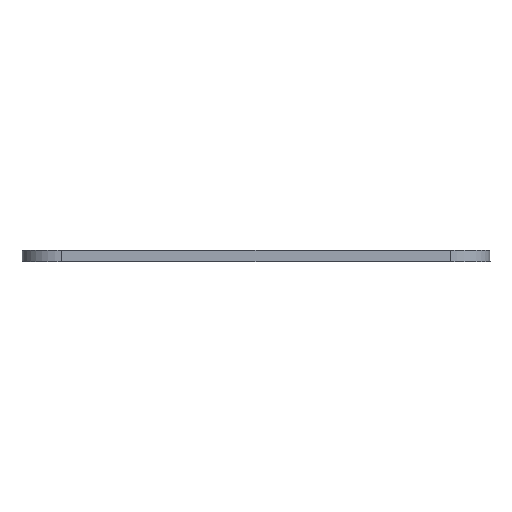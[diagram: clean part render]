
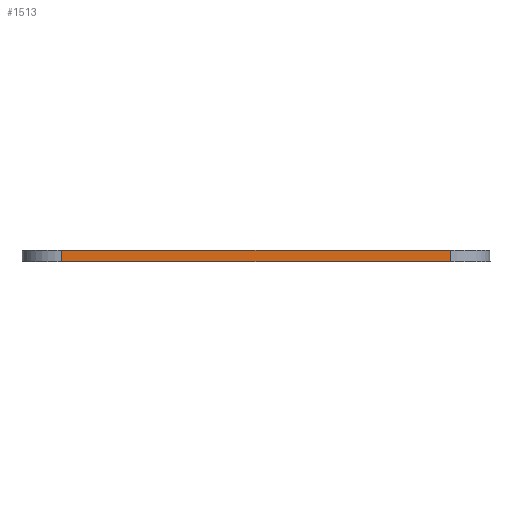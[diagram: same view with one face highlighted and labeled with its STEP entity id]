
A CAD part, left-side view. The second image highlights one B-rep face of the part: STEP entity #1513.
In plain terms, the highlighted planar face has unit normal (-1, 0, 0).
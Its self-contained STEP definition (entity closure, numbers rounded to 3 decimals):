
#69=PLANE('',#1645);
#107=FACE_OUTER_BOUND('',#198,.T.);
#198=EDGE_LOOP('',(#1117,#1118,#1119,#1120));
#282=LINE('',#2174,#422);
#286=LINE('',#2183,#426);
#323=LINE('',#2399,#463);
#324=LINE('',#2401,#464);
#422=VECTOR('',#1748,10.);
#426=VECTOR('',#1756,10.);
#463=VECTOR('',#1879,10.);
#464=VECTOR('',#1882,10.);
#633=VERTEX_POINT('',#2167);
#636=VERTEX_POINT('',#2172);
#639=VERTEX_POINT('',#2182);
#716=VERTEX_POINT('',#2397);
#788=EDGE_CURVE('',#636,#633,#282,.T.);
#792=EDGE_CURVE('',#633,#639,#286,.T.);
#875=EDGE_CURVE('',#639,#716,#323,.T.);
#876=EDGE_CURVE('',#636,#716,#324,.T.);
#1117=ORIENTED_EDGE('',*,*,#788,.F.);
#1118=ORIENTED_EDGE('',*,*,#876,.T.);
#1119=ORIENTED_EDGE('',*,*,#875,.F.);
#1120=ORIENTED_EDGE('',*,*,#792,.F.);
#1513=ADVANCED_FACE('',(#107),#69,.T.);
#1645=AXIS2_PLACEMENT_3D('',#2400,#1880,#1881);
#1748=DIRECTION('',(0.,0.,-1.));
#1756=DIRECTION('',(0.,1.,0.));
#1879=DIRECTION('',(0.,0.,1.));
#1880=DIRECTION('center_axis',(-1.,0.,0.));
#1881=DIRECTION('ref_axis',(0.,1.,0.));
#1882=DIRECTION('',(0.,1.,0.));
#2167=CARTESIAN_POINT('',(-163.909,-50.453,0.));
#2172=CARTESIAN_POINT('',(-163.909,-50.453,3.));
#2174=CARTESIAN_POINT('',(-163.909,-50.453,3.1));
#2182=CARTESIAN_POINT('',(-163.909,47.847,0.));
#2183=CARTESIAN_POINT('',(-163.909,-30.378,0.));
#2397=CARTESIAN_POINT('',(-163.909,47.847,3.));
#2399=CARTESIAN_POINT('',(-163.909,47.847,3.1));
#2400=CARTESIAN_POINT('Origin',(-163.909,-59.453,3.1));
#2401=CARTESIAN_POINT('',(-163.909,-30.378,3.));
